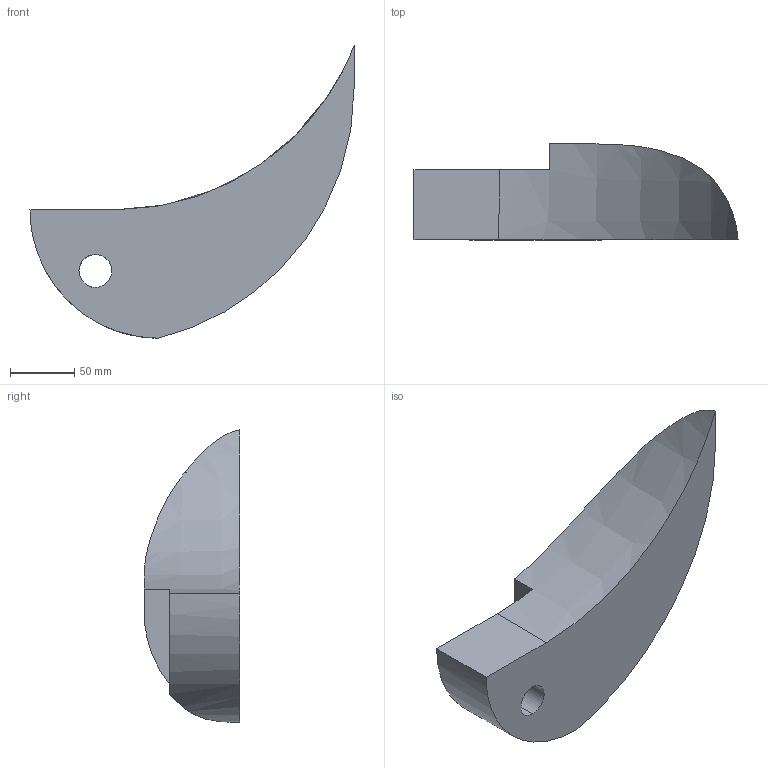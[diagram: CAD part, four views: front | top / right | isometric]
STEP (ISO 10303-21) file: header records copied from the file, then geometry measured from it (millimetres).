
FILE_DESCRIPTION (( 'STEP AP203' ), '1' );
FILE_NAME ('MirrorPart4-M5 - Model_004_merkez.IGS_Default_sldprt.STEP', '2023-01-17T08:18:07', ( '' ), ( '' ), 'SwSTEP 2.0', 'SolidWorks 2019', '' );
FILE_SCHEMA (( 'CONFIG_CONTROL_DESIGN' ));
Length unit declared in the file: millimetre
Products named in the file (1): MirrorPart4-M5 - Model_004_merkez.IGS_Default_sldprt
Bounding box: 252.56 x 74.69 x 227.9 mm (x, y, z)
Volume: 1114687.4 mm3; surface area: 84768 mm2
Topology: 1 solids, 1 shells, 12 faces, 31 edges, 21 vertices
Faces by surface type: bspline 12
Entity records: 1030 total; most frequent: CARTESIAN_POINT 767, ORIENTED_EDGE 62, EDGE_CURVE 31, VERTEX_POINT 21, B_SPLINE_CURVE_WITH_KNOTS 19, EDGE_LOOP 14, FACE_OUTER_BOUND 12, ADVANCED_FACE 12
